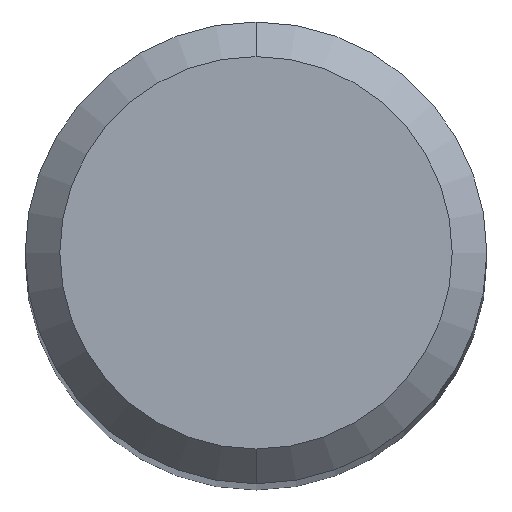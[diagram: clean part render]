
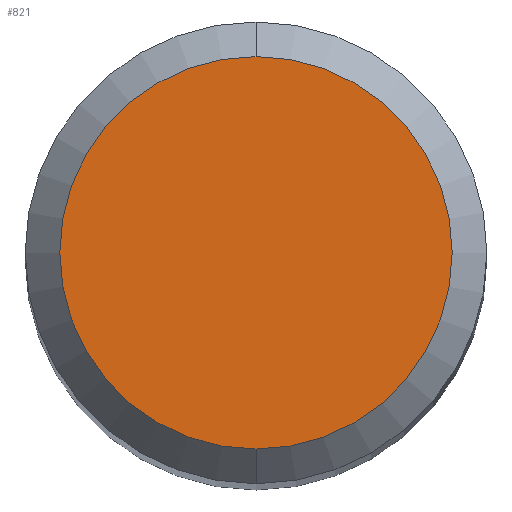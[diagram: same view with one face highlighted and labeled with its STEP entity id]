
A CAD part, top view. The second image highlights one B-rep face of the part: STEP entity #821.
In plain terms, the highlighted planar face has unit normal (0, 0, 1).
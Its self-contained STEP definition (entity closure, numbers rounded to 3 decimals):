
#633=VERTEX_POINT('',#1326);
#655=VERTEX_POINT('',#1350);
#759=EDGE_CURVE('',#655,#633,#1462,.T.);
#821=ADVANCED_FACE('',(#1530),#1531,.T.);
#989=EDGE_CURVE('',#633,#655,#1711,.T.);
#1326=CARTESIAN_POINT('',(0.,-1.7,0.0));
#1350=CARTESIAN_POINT('',(0.0,1.7,0.0));
#1462=CIRCLE('',#3740,1.7);
#1530=FACE_OUTER_BOUND('',#3949,.T.);
#1531=PLANE('',#3950);
#1711=CIRCLE('',#4535,1.7);
#3740=AXIS2_PLACEMENT_3D('',#5058,#5059,#5060);
#3949=EDGE_LOOP('',(#5166,#5167));
#3950=AXIS2_PLACEMENT_3D('',#5168,#5169,#5170);
#4535=AXIS2_PLACEMENT_3D('',#5332,#5333,#5334);
#5058=CARTESIAN_POINT('',(0.0,0.0,0.0));
#5059=DIRECTION('',(0.0,0.0,-1.0));
#5060=DIRECTION('',(0.0,1.0,0.0));
#5166=ORIENTED_EDGE('',*,*,#759,.F.);
#5167=ORIENTED_EDGE('',*,*,#989,.F.);
#5168=CARTESIAN_POINT('',(0.0,0.85,0.0));
#5169=DIRECTION('',(-0.0,0.0,1.0));
#5170=DIRECTION('',(0.0,-1.0,0.0));
#5332=CARTESIAN_POINT('',(0.0,0.0,0.0));
#5333=DIRECTION('',(0.0,0.0,-1.0));
#5334=DIRECTION('',(0.0,1.0,0.0));
